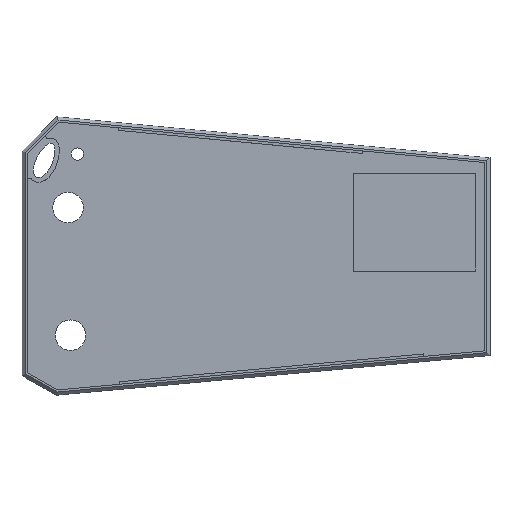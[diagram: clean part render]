
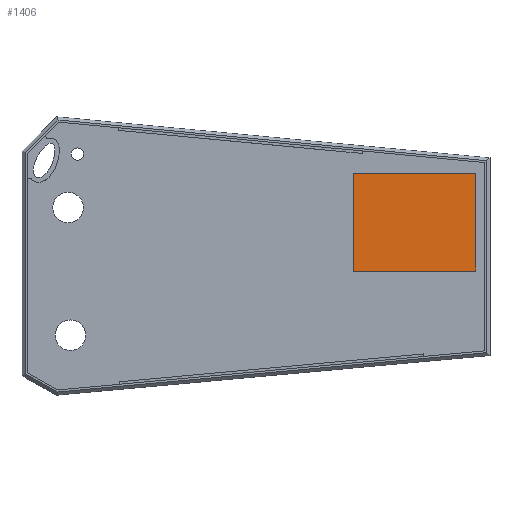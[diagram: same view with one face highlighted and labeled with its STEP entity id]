
A CAD part, top view. The second image highlights one B-rep face of the part: STEP entity #1406.
In plain terms, the highlighted planar face has unit normal (0, 0, 1).
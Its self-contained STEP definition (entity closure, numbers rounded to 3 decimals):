
#59=PLANE('',#1509);
#124=FACE_OUTER_BOUND('',#205,.T.);
#205=EDGE_LOOP('',(#1056,#1057,#1058,#1059));
#312=LINE('',#2153,#480);
#315=LINE('',#2159,#483);
#318=LINE('',#2165,#486);
#321=LINE('',#2169,#489);
#480=VECTOR('',#1664,10.);
#483=VECTOR('',#1669,10.);
#486=VECTOR('',#1674,10.);
#489=VECTOR('',#1679,10.);
#680=VERTEX_POINT('',#2150);
#681=VERTEX_POINT('',#2152);
#683=VERTEX_POINT('',#2158);
#685=VERTEX_POINT('',#2164);
#820=EDGE_CURVE('',#681,#680,#312,.T.);
#823=EDGE_CURVE('',#683,#681,#315,.T.);
#826=EDGE_CURVE('',#685,#683,#318,.T.);
#829=EDGE_CURVE('',#680,#685,#321,.T.);
#1056=ORIENTED_EDGE('',*,*,#829,.T.);
#1057=ORIENTED_EDGE('',*,*,#826,.T.);
#1058=ORIENTED_EDGE('',*,*,#823,.T.);
#1059=ORIENTED_EDGE('',*,*,#820,.T.);
#1406=ADVANCED_FACE('',(#124),#59,.T.);
#1509=AXIS2_PLACEMENT_3D('',#2170,#1680,#1681);
#1664=DIRECTION('',(1.,0.,0.));
#1669=DIRECTION('',(0.,-1.,0.));
#1674=DIRECTION('',(-1.,0.,0.));
#1679=DIRECTION('',(0.,1.,0.));
#1680=DIRECTION('center_axis',(0.,0.,1.));
#1681=DIRECTION('ref_axis',(1.,0.,0.));
#2150=CARTESIAN_POINT('',(146.95,38.997,4.5));
#2152=CARTESIAN_POINT('',(106.95,38.997,4.5));
#2153=CARTESIAN_POINT('',(116.95,38.997,4.5));
#2158=CARTESIAN_POINT('',(106.95,70.997,4.5));
#2159=CARTESIAN_POINT('',(106.95,62.997,4.5));
#2164=CARTESIAN_POINT('',(146.95,70.997,4.5));
#2165=CARTESIAN_POINT('',(136.95,70.997,4.5));
#2169=CARTESIAN_POINT('',(146.95,46.997,4.5));
#2170=CARTESIAN_POINT('Origin',(126.95,54.997,4.5));
